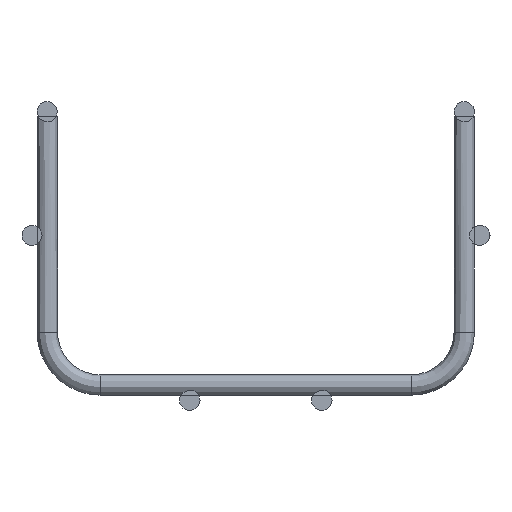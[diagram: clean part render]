
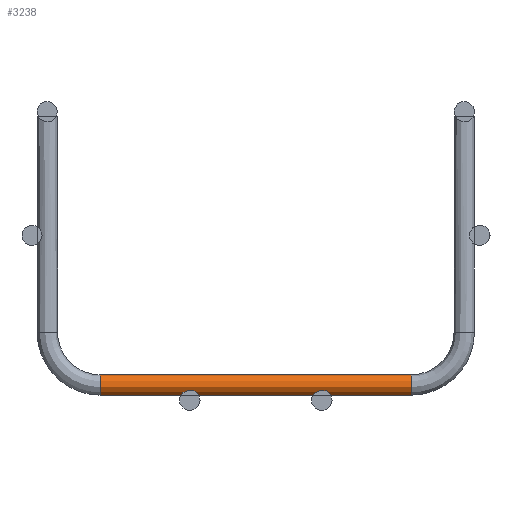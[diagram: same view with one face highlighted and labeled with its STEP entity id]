
A CAD part, left-side view. The second image highlights one B-rep face of the part: STEP entity #3238.
In plain terms, the highlighted cylindrical face has radius 1.95 mm (diameter 3.9 mm), a full revolution.
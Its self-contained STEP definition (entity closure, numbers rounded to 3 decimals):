
#316=FACE_OUTER_BOUND('',#551,.T.);
#551=EDGE_LOOP('',(#2430,#2431,#2432,#2433,#2434,#2435));
#731=LINE('',#5768,#830);
#830=VECTOR('',#4543,1.95);
#1024=CIRCLE('',#3640,1.95);
#1028=CIRCLE('',#3644,1.95);
#1031=CIRCLE('',#3651,1.95);
#1032=CIRCLE('',#3652,1.95);
#1388=VERTEX_POINT('',#5747);
#1389=VERTEX_POINT('',#5748);
#1394=VERTEX_POINT('',#5765);
#1395=VERTEX_POINT('',#5766);
#1766=EDGE_CURVE('',#1388,#1389,#1024,.T.);
#1770=EDGE_CURVE('',#1389,#1388,#1028,.T.);
#1774=EDGE_CURVE('',#1394,#1395,#1031,.T.);
#1775=EDGE_CURVE('',#1394,#1389,#731,.T.);
#1776=EDGE_CURVE('',#1395,#1394,#1032,.T.);
#2430=ORIENTED_EDGE('',*,*,#1774,.F.);
#2431=ORIENTED_EDGE('',*,*,#1775,.T.);
#2432=ORIENTED_EDGE('',*,*,#1770,.T.);
#2433=ORIENTED_EDGE('',*,*,#1766,.T.);
#2434=ORIENTED_EDGE('',*,*,#1775,.F.);
#2435=ORIENTED_EDGE('',*,*,#1776,.F.);
#3084=CYLINDRICAL_SURFACE('',#3650,1.95);
#3238=ADVANCED_FACE('',(#316),#3084,.T.);
#3640=AXIS2_PLACEMENT_3D('',#5749,#4518,#4519);
#3644=AXIS2_PLACEMENT_3D('',#5755,#4526,#4527);
#3650=AXIS2_PLACEMENT_3D('',#5764,#4539,#4540);
#3651=AXIS2_PLACEMENT_3D('',#5767,#4541,#4542);
#3652=AXIS2_PLACEMENT_3D('',#5769,#4544,#4545);
#4518=DIRECTION('center_axis',(0.,-1.,0.));
#4519=DIRECTION('ref_axis',(-1.,0.,0.));
#4526=DIRECTION('center_axis',(0.,-1.,0.));
#4527=DIRECTION('ref_axis',(-1.,0.,0.));
#4539=DIRECTION('center_axis',(0.,-1.,0.));
#4540=DIRECTION('ref_axis',(-1.,0.,0.));
#4541=DIRECTION('center_axis',(0.,-1.,0.));
#4542=DIRECTION('ref_axis',(-1.,0.,0.));
#4543=DIRECTION('',(0.,1.,0.));
#4544=DIRECTION('center_axis',(0.,-1.,0.));
#4545=DIRECTION('ref_axis',(-1.,0.,0.));
#5747=CARTESIAN_POINT('',(-15.049,35.188,23.85));
#5748=CARTESIAN_POINT('',(-13.099,35.188,21.9));
#5749=CARTESIAN_POINT('Origin',(-15.049,35.188,21.9));
#5755=CARTESIAN_POINT('Origin',(-15.049,35.188,21.9));
#5764=CARTESIAN_POINT('Origin',(-15.049,60.188,21.9));
#5765=CARTESIAN_POINT('',(-13.099,-23.712,21.9));
#5766=CARTESIAN_POINT('',(-15.049,-23.712,23.85));
#5767=CARTESIAN_POINT('Origin',(-15.049,-23.712,21.9));
#5768=CARTESIAN_POINT('',(-13.099,60.188,21.9));
#5769=CARTESIAN_POINT('Origin',(-15.049,-23.712,21.9));
